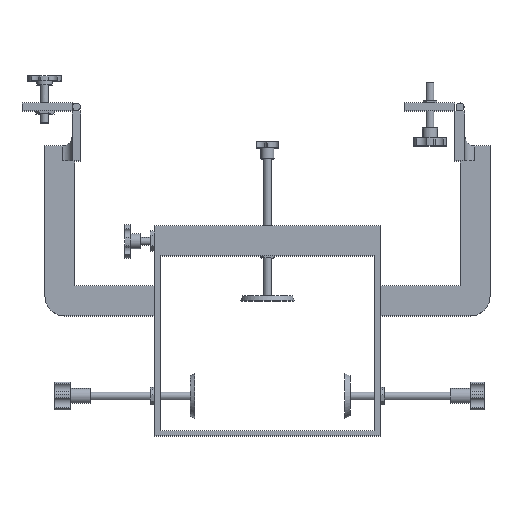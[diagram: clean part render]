
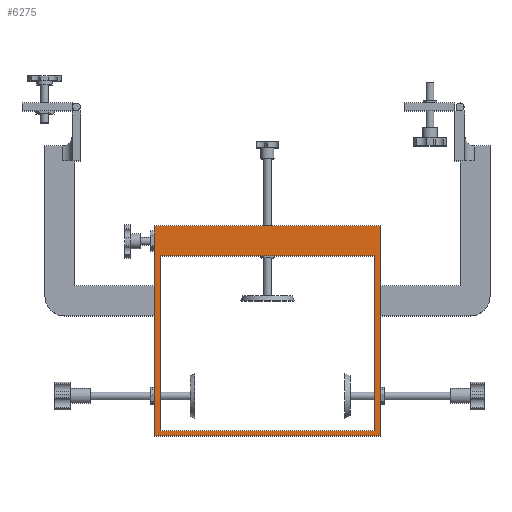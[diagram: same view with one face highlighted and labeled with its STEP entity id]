
A CAD part, top view. The second image highlights one B-rep face of the part: STEP entity #6275.
In plain terms, the highlighted planar face has unit normal (0, 0, 1).
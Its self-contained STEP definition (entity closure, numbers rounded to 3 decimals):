
#5412=CARTESIAN_POINT('',(5.,180.,35.));
#5413=VERTEX_POINT('',#5412);
#5420=CARTESIAN_POINT('',(5.,5.,35.));
#5421=VERTEX_POINT('',#5420);
#5422=CARTESIAN_POINT('',(5.,5.,35.));
#5423=DIRECTION('',(0.,1.,0.));
#5424=VECTOR('',#5423,175.);
#5425=LINE('',#5422,#5424);
#5426=EDGE_CURVE('',#5421,#5413,#5425,.T.);
#6211=CARTESIAN_POINT('',(112.5,105.,35.));
#6212=DIRECTION('',(0.,0.,1.));
#6213=DIRECTION('',(1.,0.,0.));
#6214=AXIS2_PLACEMENT_3D('',#6211,#6212,#6213);
#6215=PLANE('',#6214);
#6216=CARTESIAN_POINT('',(0.,210.,35.));
#6217=VERTEX_POINT('',#6216);
#6218=CARTESIAN_POINT('',(0.,0.,35.));
#6219=VERTEX_POINT('',#6218);
#6220=CARTESIAN_POINT('',(0.,210.,35.));
#6221=DIRECTION('',(-0.,-1.,-0.));
#6222=VECTOR('',#6221,210.);
#6223=LINE('',#6220,#6222);
#6224=EDGE_CURVE('',#6217,#6219,#6223,.T.);
#6225=ORIENTED_EDGE('',*,*,#6224,.T.);
#6226=CARTESIAN_POINT('',(225.,0.,35.));
#6227=VERTEX_POINT('',#6226);
#6228=CARTESIAN_POINT('',(0.,0.,35.));
#6229=DIRECTION('',(1.,0.,-0.));
#6230=VECTOR('',#6229,225.);
#6231=LINE('',#6228,#6230);
#6232=EDGE_CURVE('',#6219,#6227,#6231,.T.);
#6233=ORIENTED_EDGE('',*,*,#6232,.T.);
#6234=CARTESIAN_POINT('',(225.,210.,35.));
#6235=VERTEX_POINT('',#6234);
#6236=CARTESIAN_POINT('',(225.,0.,35.));
#6237=DIRECTION('',(0.,1.,0.));
#6238=VECTOR('',#6237,210.);
#6239=LINE('',#6236,#6238);
#6240=EDGE_CURVE('',#6227,#6235,#6239,.T.);
#6241=ORIENTED_EDGE('',*,*,#6240,.T.);
#6242=CARTESIAN_POINT('',(225.,210.,35.));
#6243=DIRECTION('',(-1.,-0.,0.));
#6244=VECTOR('',#6243,225.);
#6245=LINE('',#6242,#6244);
#6246=EDGE_CURVE('',#6235,#6217,#6245,.T.);
#6247=ORIENTED_EDGE('',*,*,#6246,.T.);
#6248=EDGE_LOOP('',(#6225,#6233,#6241,#6247));
#6249=FACE_BOUND('',#6248,.T.);
#6250=CARTESIAN_POINT('',(220.,5.,35.));
#6251=VERTEX_POINT('',#6250);
#6252=CARTESIAN_POINT('',(220.,5.,35.));
#6253=DIRECTION('',(-1.,-0.,0.));
#6254=VECTOR('',#6253,215.);
#6255=LINE('',#6252,#6254);
#6256=EDGE_CURVE('',#6251,#5421,#6255,.T.);
#6257=ORIENTED_EDGE('',*,*,#6256,.T.);
#6258=ORIENTED_EDGE('',*,*,#5426,.T.);
#6259=CARTESIAN_POINT('',(220.,180.,35.));
#6260=VERTEX_POINT('',#6259);
#6261=CARTESIAN_POINT('',(5.,180.,35.));
#6262=DIRECTION('',(1.,0.,-0.));
#6263=VECTOR('',#6262,215.);
#6264=LINE('',#6261,#6263);
#6265=EDGE_CURVE('',#5413,#6260,#6264,.T.);
#6266=ORIENTED_EDGE('',*,*,#6265,.T.);
#6267=CARTESIAN_POINT('',(220.,180.,35.));
#6268=DIRECTION('',(-0.,-1.,-0.));
#6269=VECTOR('',#6268,175.);
#6270=LINE('',#6267,#6269);
#6271=EDGE_CURVE('',#6260,#6251,#6270,.T.);
#6272=ORIENTED_EDGE('',*,*,#6271,.T.);
#6273=EDGE_LOOP('',(#6257,#6258,#6266,#6272));
#6274=FACE_BOUND('',#6273,.T.);
#6275=ADVANCED_FACE('',(#6249,#6274),#6215,.T.);
